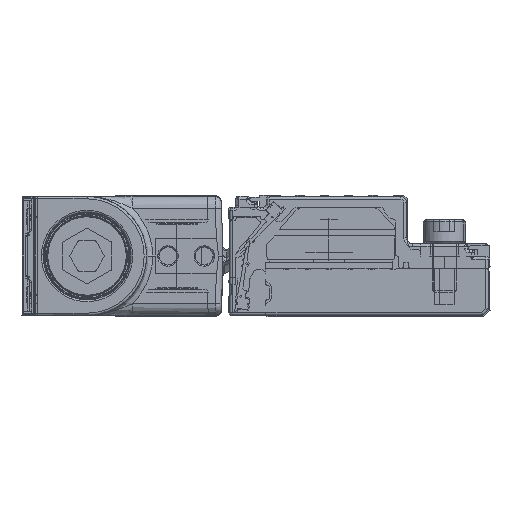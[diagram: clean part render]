
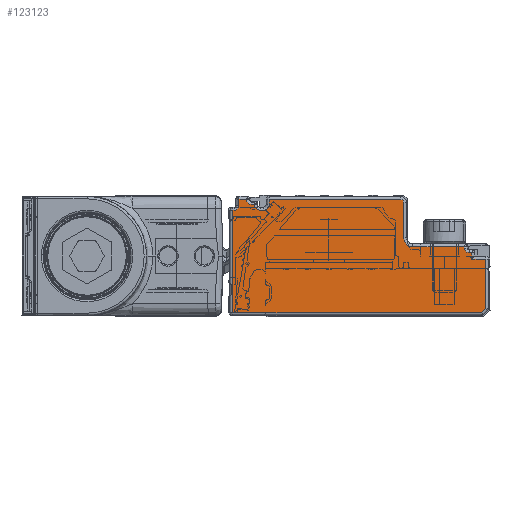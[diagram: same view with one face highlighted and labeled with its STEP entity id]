
A CAD part, left-side view. The second image highlights one B-rep face of the part: STEP entity #123123.
In plain terms, the highlighted planar face has unit normal (-1, 0, 0).
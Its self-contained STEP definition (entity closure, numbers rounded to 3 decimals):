
#122841=AXIS2_PLACEMENT_3D('Circle Axis2P3D',#122839,#122840,$) ;
#122980=AXIS2_PLACEMENT_3D('Plane Axis2P3D',#122977,#122978,#122979) ;
#123003=AXIS2_PLACEMENT_3D('Circle Axis2P3D',#123001,#123002,$) ;
#123017=AXIS2_PLACEMENT_3D('Circle Axis2P3D',#123015,#123016,$) ;
#123038=AXIS2_PLACEMENT_3D('Circle Axis2P3D',#123036,#123037,$) ;
#123052=AXIS2_PLACEMENT_3D('Circle Axis2P3D',#123050,#123051,$) ;
#123066=AXIS2_PLACEMENT_3D('Circle Axis2P3D',#123064,#123065,$) ;
#123087=AXIS2_PLACEMENT_3D('Circle Axis2P3D',#123085,#123086,$) ;
#119880=CARTESIAN_POINT('Vertex',(-1478.,42.3,-7.3)) ;
#119883=CARTESIAN_POINT('Line Origine',(-1478.,42.3,2.)) ;
#119887=CARTESIAN_POINT('Vertex',(-1478.,42.3,9.5)) ;
#120211=CARTESIAN_POINT('Vertex',(-1478.,1.407,-7.3)) ;
#120214=CARTESIAN_POINT('Line Origine',(-1478.,23.168,-7.3)) ;
#120251=CARTESIAN_POINT('Vertex',(-1478.,0.7,-6.593)) ;
#120254=CARTESIAN_POINT('Line Origine',(-1478.,-1.246,-4.646)) ;
#120291=CARTESIAN_POINT('Vertex',(-1478.,0.7,1.5)) ;
#120294=CARTESIAN_POINT('Line Origine',(-1478.,0.7,2.)) ;
#122756=CARTESIAN_POINT('Vertex',(-1478.,3.,2.5)) ;
#122812=CARTESIAN_POINT('Vertex',(-1478.,3.4,2.5)) ;
#122815=CARTESIAN_POINT('Line Origine',(-1478.,21.5,2.5)) ;
#122836=CARTESIAN_POINT('Vertex',(-1478.,4.2,3.3)) ;
#122839=CARTESIAN_POINT('Axis2P3D Location',(-1478.,3.4,3.3)) ;
#122962=CARTESIAN_POINT('Vertex',(-1478.,3.,1.5)) ;
#122965=CARTESIAN_POINT('Line Origine',(-1478.,21.5,1.5)) ;
#122977=CARTESIAN_POINT('Axis2P3D Location',(-1478.,0.2,-7.8)) ;
#122982=CARTESIAN_POINT('Line Origine',(-1478.,3.,2.)) ;
#122987=CARTESIAN_POINT('Line Origine',(-1478.,4.2,3.4)) ;
#122991=CARTESIAN_POINT('Vertex',(-1478.,4.2,3.5)) ;
#122994=CARTESIAN_POINT('Line Origine',(-1478.,8.45,3.5)) ;
#122998=CARTESIAN_POINT('Vertex',(-1478.,12.7,3.5)) ;
#123001=CARTESIAN_POINT('Axis2P3D Location',(-1478.,12.7,5.)) ;
#123005=CARTESIAN_POINT('Vertex',(-1478.,14.2,5.)) ;
#123008=CARTESIAN_POINT('Line Origine',(-1478.,14.2,7.9)) ;
#123012=CARTESIAN_POINT('Vertex',(-1478.,14.2,10.8)) ;
#123015=CARTESIAN_POINT('Axis2P3D Location',(-1478.,14.7,10.8)) ;
#123019=CARTESIAN_POINT('Vertex',(-1478.,14.7,11.3)) ;
#123022=CARTESIAN_POINT('Line Origine',(-1478.,25.5,11.3)) ;
#123026=CARTESIAN_POINT('Vertex',(-1478.,36.3,11.3)) ;
#123029=CARTESIAN_POINT('Line Origine',(-1478.,36.3,10.9)) ;
#123033=CARTESIAN_POINT('Vertex',(-1478.,36.3,10.5)) ;
#123036=CARTESIAN_POINT('Axis2P3D Location',(-1478.,37.3,10.5)) ;
#123040=CARTESIAN_POINT('Vertex',(-1478.,37.3,9.5)) ;
#123043=CARTESIAN_POINT('Line Origine',(-1478.,37.55,9.5)) ;
#123047=CARTESIAN_POINT('Vertex',(-1478.,37.8,9.5)) ;
#123050=CARTESIAN_POINT('Axis2P3D Location',(-1478.,37.8,10.5)) ;
#123054=CARTESIAN_POINT('Vertex',(-1478.,38.8,10.5)) ;
#123057=CARTESIAN_POINT('Line Origine',(-1478.,39.05,10.5)) ;
#123061=CARTESIAN_POINT('Vertex',(-1478.,39.3,10.5)) ;
#123064=CARTESIAN_POINT('Axis2P3D Location',(-1478.,39.3,11.3)) ;
#123068=CARTESIAN_POINT('Vertex',(-1478.,40.1,11.3)) ;
#123071=CARTESIAN_POINT('Line Origine',(-1478.,40.7,11.3)) ;
#123075=CARTESIAN_POINT('Vertex',(-1478.,41.3,11.3)) ;
#123078=CARTESIAN_POINT('Line Origine',(-1478.,41.3,10.8)) ;
#123082=CARTESIAN_POINT('Vertex',(-1478.,41.3,10.3)) ;
#123085=CARTESIAN_POINT('Axis2P3D Location',(-1478.,42.1,10.3)) ;
#123089=CARTESIAN_POINT('Vertex',(-1478.,42.1,9.5)) ;
#123092=CARTESIAN_POINT('Line Origine',(-1478.,42.2,9.5)) ;
#119884=DIRECTION('Vector Direction',(0.,0.,1.)) ;
#120215=DIRECTION('Vector Direction',(0.,1.,0.)) ;
#120255=DIRECTION('Vector Direction',(0.,0.707,-0.707)) ;
#120295=DIRECTION('Vector Direction',(0.,0.,-1.)) ;
#122816=DIRECTION('Vector Direction',(0.,-1.,0.)) ;
#122840=DIRECTION('Axis2P3D Direction',(1.,0.,0.)) ;
#122966=DIRECTION('Vector Direction',(0.,-1.,0.)) ;
#122978=DIRECTION('Axis2P3D Direction',(-1.,0.,0.)) ;
#122979=DIRECTION('Axis2P3D XDirection',(0.,0.,1.)) ;
#122983=DIRECTION('Vector Direction',(0.,0.,1.)) ;
#122988=DIRECTION('Vector Direction',(0.,0.,-1.)) ;
#122995=DIRECTION('Vector Direction',(0.,1.,0.)) ;
#123002=DIRECTION('Axis2P3D Direction',(-1.,0.,0.)) ;
#123009=DIRECTION('Vector Direction',(0.,0.,1.)) ;
#123016=DIRECTION('Axis2P3D Direction',(-1.,0.,0.)) ;
#123023=DIRECTION('Vector Direction',(0.,1.,0.)) ;
#123030=DIRECTION('Vector Direction',(0.,0.,-1.)) ;
#123037=DIRECTION('Axis2P3D Direction',(-1.,0.,0.)) ;
#123044=DIRECTION('Vector Direction',(0.,1.,0.)) ;
#123051=DIRECTION('Axis2P3D Direction',(-1.,0.,0.)) ;
#123058=DIRECTION('Vector Direction',(0.,-1.,0.)) ;
#123065=DIRECTION('Axis2P3D Direction',(-1.,0.,0.)) ;
#123072=DIRECTION('Vector Direction',(0.,1.,0.)) ;
#123079=DIRECTION('Vector Direction',(0.,0.,-1.)) ;
#123086=DIRECTION('Axis2P3D Direction',(-1.,0.,0.)) ;
#123093=DIRECTION('Vector Direction',(0.,1.,0.)) ;
#119885=VECTOR('Line Direction',#119884,1.) ;
#120216=VECTOR('Line Direction',#120215,1.) ;
#120256=VECTOR('Line Direction',#120255,1.) ;
#120296=VECTOR('Line Direction',#120295,1.) ;
#122817=VECTOR('Line Direction',#122816,1.) ;
#122967=VECTOR('Line Direction',#122966,1.) ;
#122984=VECTOR('Line Direction',#122983,1.) ;
#122989=VECTOR('Line Direction',#122988,1.) ;
#122996=VECTOR('Line Direction',#122995,1.) ;
#123010=VECTOR('Line Direction',#123009,1.) ;
#123024=VECTOR('Line Direction',#123023,1.) ;
#123031=VECTOR('Line Direction',#123030,1.) ;
#123045=VECTOR('Line Direction',#123044,1.) ;
#123059=VECTOR('Line Direction',#123058,1.) ;
#123073=VECTOR('Line Direction',#123072,1.) ;
#123080=VECTOR('Line Direction',#123079,1.) ;
#123094=VECTOR('Line Direction',#123093,1.) ;
#123098=ORIENTED_EDGE('',*,*,#122986,.T.) ;
#123099=ORIENTED_EDGE('',*,*,#122819,.T.) ;
#123100=ORIENTED_EDGE('',*,*,#122843,.T.) ;
#123101=ORIENTED_EDGE('',*,*,#122993,.T.) ;
#123102=ORIENTED_EDGE('',*,*,#123000,.T.) ;
#123103=ORIENTED_EDGE('',*,*,#123007,.T.) ;
#123104=ORIENTED_EDGE('',*,*,#123014,.T.) ;
#123105=ORIENTED_EDGE('',*,*,#123021,.T.) ;
#123106=ORIENTED_EDGE('',*,*,#123028,.T.) ;
#123107=ORIENTED_EDGE('',*,*,#123035,.T.) ;
#123108=ORIENTED_EDGE('',*,*,#123042,.T.) ;
#123109=ORIENTED_EDGE('',*,*,#123049,.T.) ;
#123110=ORIENTED_EDGE('',*,*,#123056,.T.) ;
#123111=ORIENTED_EDGE('',*,*,#123063,.T.) ;
#123112=ORIENTED_EDGE('',*,*,#123070,.T.) ;
#123113=ORIENTED_EDGE('',*,*,#123077,.T.) ;
#123114=ORIENTED_EDGE('',*,*,#123084,.T.) ;
#123115=ORIENTED_EDGE('',*,*,#123091,.T.) ;
#123116=ORIENTED_EDGE('',*,*,#123096,.T.) ;
#123117=ORIENTED_EDGE('',*,*,#119889,.T.) ;
#123118=ORIENTED_EDGE('',*,*,#120218,.T.) ;
#123119=ORIENTED_EDGE('',*,*,#120258,.T.) ;
#123120=ORIENTED_EDGE('',*,*,#120298,.T.) ;
#123121=ORIENTED_EDGE('',*,*,#122969,.T.) ;
#123123=ADVANCED_FACE('Brep With Voids',(#123122),#122981,.T.) ;
#122842=CIRCLE('generated circle',#122841,0.8) ;
#123004=CIRCLE('generated circle',#123003,1.5) ;
#123018=CIRCLE('generated circle',#123017,0.5) ;
#123039=CIRCLE('generated circle',#123038,1.) ;
#123053=CIRCLE('generated circle',#123052,1.) ;
#123067=CIRCLE('generated circle',#123066,0.8) ;
#123088=CIRCLE('generated circle',#123087,0.8) ;
#119889=EDGE_CURVE('',#119888,#119881,#119886,.F.) ;
#120218=EDGE_CURVE('',#119881,#120212,#120217,.F.) ;
#120258=EDGE_CURVE('',#120212,#120252,#120257,.F.) ;
#120298=EDGE_CURVE('',#120252,#120292,#120297,.F.) ;
#122819=EDGE_CURVE('',#122757,#122813,#122818,.F.) ;
#122843=EDGE_CURVE('',#122813,#122837,#122842,.T.) ;
#122969=EDGE_CURVE('',#120292,#122963,#122968,.F.) ;
#122986=EDGE_CURVE('',#122963,#122757,#122985,.T.) ;
#122993=EDGE_CURVE('',#122837,#122992,#122990,.F.) ;
#123000=EDGE_CURVE('',#122992,#122999,#122997,.T.) ;
#123007=EDGE_CURVE('',#122999,#123006,#123004,.F.) ;
#123014=EDGE_CURVE('',#123006,#123013,#123011,.T.) ;
#123021=EDGE_CURVE('',#123013,#123020,#123018,.T.) ;
#123028=EDGE_CURVE('',#123020,#123027,#123025,.T.) ;
#123035=EDGE_CURVE('',#123027,#123034,#123032,.T.) ;
#123042=EDGE_CURVE('',#123034,#123041,#123039,.F.) ;
#123049=EDGE_CURVE('',#123041,#123048,#123046,.T.) ;
#123056=EDGE_CURVE('',#123048,#123055,#123053,.F.) ;
#123063=EDGE_CURVE('',#123055,#123062,#123060,.F.) ;
#123070=EDGE_CURVE('',#123062,#123069,#123067,.F.) ;
#123077=EDGE_CURVE('',#123069,#123076,#123074,.T.) ;
#123084=EDGE_CURVE('',#123076,#123083,#123081,.T.) ;
#123091=EDGE_CURVE('',#123083,#123090,#123088,.F.) ;
#123096=EDGE_CURVE('',#123090,#119888,#123095,.T.) ;
#123097=EDGE_LOOP('',(#123098,#123099,#123100,#123101,#123102,#123103,#123104,#123105,#123106,#123107,#123108,#123109,#123110,#123111,#123112,#123113,#123114,#123115,#123116,#123117,#123118,#123119,#123120,#123121)) ;
#123122=FACE_OUTER_BOUND('',#123097,.T.) ;
#119886=LINE('Line',#119883,#119885) ;
#120217=LINE('Line',#120214,#120216) ;
#120257=LINE('Line',#120254,#120256) ;
#120297=LINE('Line',#120294,#120296) ;
#122818=LINE('Line',#122815,#122817) ;
#122968=LINE('Line',#122965,#122967) ;
#122985=LINE('Line',#122982,#122984) ;
#122990=LINE('Line',#122987,#122989) ;
#122997=LINE('Line',#122994,#122996) ;
#123011=LINE('Line',#123008,#123010) ;
#123025=LINE('Line',#123022,#123024) ;
#123032=LINE('Line',#123029,#123031) ;
#123046=LINE('Line',#123043,#123045) ;
#123060=LINE('Line',#123057,#123059) ;
#123074=LINE('Line',#123071,#123073) ;
#123081=LINE('Line',#123078,#123080) ;
#123095=LINE('Line',#123092,#123094) ;
#122981=PLANE('',#122980) ;
#119881=VERTEX_POINT('',#119880) ;
#119888=VERTEX_POINT('',#119887) ;
#120212=VERTEX_POINT('',#120211) ;
#120252=VERTEX_POINT('',#120251) ;
#120292=VERTEX_POINT('',#120291) ;
#122757=VERTEX_POINT('',#122756) ;
#122813=VERTEX_POINT('',#122812) ;
#122837=VERTEX_POINT('',#122836) ;
#122963=VERTEX_POINT('',#122962) ;
#122992=VERTEX_POINT('',#122991) ;
#122999=VERTEX_POINT('',#122998) ;
#123006=VERTEX_POINT('',#123005) ;
#123013=VERTEX_POINT('',#123012) ;
#123020=VERTEX_POINT('',#123019) ;
#123027=VERTEX_POINT('',#123026) ;
#123034=VERTEX_POINT('',#123033) ;
#123041=VERTEX_POINT('',#123040) ;
#123048=VERTEX_POINT('',#123047) ;
#123055=VERTEX_POINT('',#123054) ;
#123062=VERTEX_POINT('',#123061) ;
#123069=VERTEX_POINT('',#123068) ;
#123076=VERTEX_POINT('',#123075) ;
#123083=VERTEX_POINT('',#123082) ;
#123090=VERTEX_POINT('',#123089) ;
